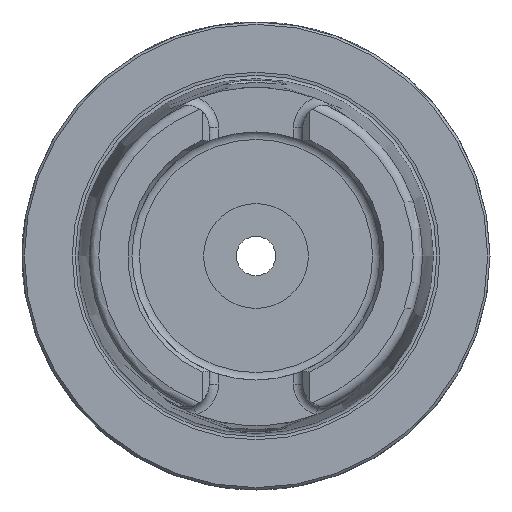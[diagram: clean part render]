
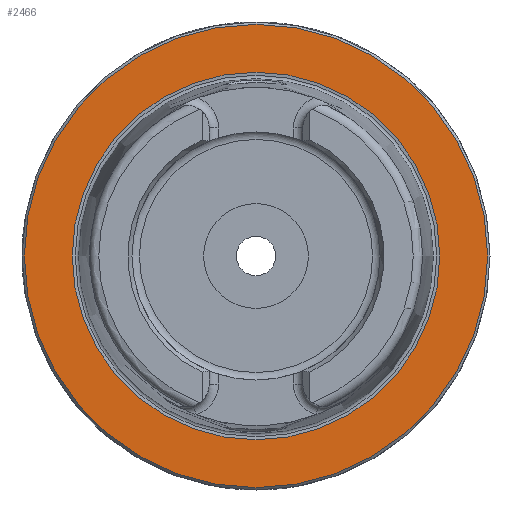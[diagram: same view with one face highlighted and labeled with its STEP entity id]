
A CAD part, left-side view. The second image highlights one B-rep face of the part: STEP entity #2466.
In plain terms, the highlighted planar face has unit normal (-1, 0, 0).
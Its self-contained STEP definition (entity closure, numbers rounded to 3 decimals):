
#100=FACE_BOUND('',#580,.T.);
#243=CIRCLE('',#2776,39.275);
#244=CIRCLE('',#2778,49.5);
#295=PLANE('',#2777);
#423=FACE_OUTER_BOUND('',#579,.T.);
#579=EDGE_LOOP('',(#2249));
#580=EDGE_LOOP('',(#2250));
#1166=VERTEX_POINT('',#5446);
#1167=VERTEX_POINT('',#5450);
#1532=EDGE_CURVE('',#1166,#1166,#243,.T.);
#1533=EDGE_CURVE('',#1167,#1167,#244,.T.);
#2249=ORIENTED_EDGE('',*,*,#1533,.F.);
#2250=ORIENTED_EDGE('',*,*,#1532,.T.);
#2466=ADVANCED_FACE('',(#423,#100),#295,.T.);
#2776=AXIS2_PLACEMENT_3D('',#5448,#3471,#3472);
#2777=AXIS2_PLACEMENT_3D('',#5449,#3473,#3474);
#2778=AXIS2_PLACEMENT_3D('',#5451,#3475,#3476);
#3471=DIRECTION('center_axis',(1.,0.,0.));
#3472=DIRECTION('ref_axis',(0.,0.,-1.));
#3473=DIRECTION('center_axis',(-1.,0.,0.));
#3474=DIRECTION('ref_axis',(0.,0.,1.));
#3475=DIRECTION('center_axis',(1.,0.,0.));
#3476=DIRECTION('ref_axis',(0.,0.,-1.));
#5446=CARTESIAN_POINT('',(0.,-39.275,0.));
#5448=CARTESIAN_POINT('Origin',(0.,0.,0.));
#5449=CARTESIAN_POINT('Origin',(0.,49.5,0.));
#5450=CARTESIAN_POINT('',(0.,-49.5,0.));
#5451=CARTESIAN_POINT('Origin',(0.,0.,0.));
